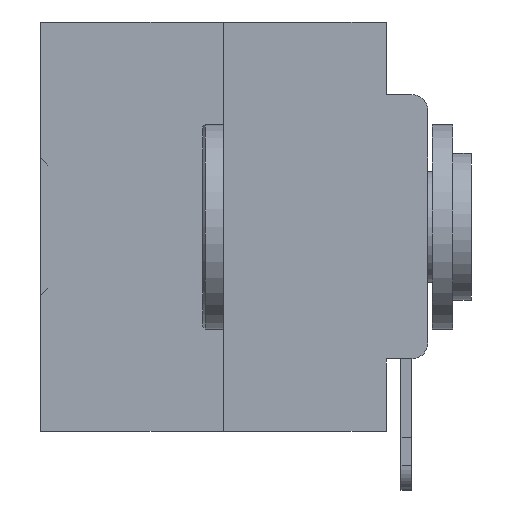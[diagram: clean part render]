
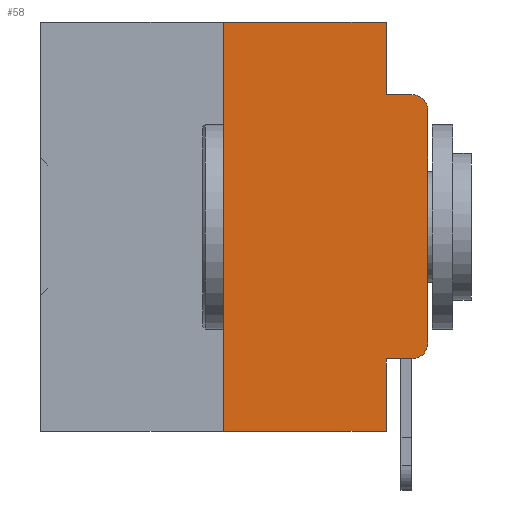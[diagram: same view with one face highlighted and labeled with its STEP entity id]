
A CAD part, left-side view. The second image highlights one B-rep face of the part: STEP entity #58.
In plain terms, the highlighted planar face has unit normal (-1, 0, 0).
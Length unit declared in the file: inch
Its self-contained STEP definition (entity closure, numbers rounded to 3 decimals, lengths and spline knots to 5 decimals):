
#58 = ADVANCED_FACE ( 'NONE', ( #35471 ), #11227, .F. ) ;
#402 = VERTEX_POINT ( 'NONE', #32966 ) ;
#917 = CARTESIAN_POINT ( 'NONE',  ( 0., 0.051, 0. ) ) ;
#1023 = DIRECTION ( 'NONE',  ( 0., 0., 1. ) ) ;
#1716 = ORIENTED_EDGE ( 'NONE', *, *, #18476, .F. ) ;
#1897 = EDGE_CURVE ( 'NONE', #14019, #4372, #11234, .T. ) ;
#2937 = AXIS2_PLACEMENT_3D ( 'NONE', #10296, #14458, #11362 ) ;
#3141 = CARTESIAN_POINT ( 'NONE',  ( 0., 0.25, 0. ) ) ;
#3788 = CARTESIAN_POINT ( 'NONE',  ( 0., 0.25, 0. ) ) ;
#3973 = CARTESIAN_POINT ( 'NONE',  ( 0., 0., -0.3915 ) ) ;
#4079 = ORIENTED_EDGE ( 'NONE', *, *, #36080, .F. ) ;
#4145 = AXIS2_PLACEMENT_3D ( 'NONE', #14669, #34153, #17523 ) ;
#4372 = VERTEX_POINT ( 'NONE', #12016 ) ;
#4496 = LINE ( 'NONE', #24628, #20067 ) ;
#4617 = CARTESIAN_POINT ( 'NONE',  ( 0., 0., -0.1085 ) ) ;
#5186 = VERTEX_POINT ( 'NONE', #29056 ) ;
#6651 = DIRECTION ( 'NONE',  ( 0., 0., -1. ) ) ;
#7507 = LINE ( 'NONE', #12157, #30191 ) ;
#7949 = EDGE_CURVE ( 'NONE', #4372, #10346, #30025, .T. ) ;
#9735 = ORIENTED_EDGE ( 'NONE', *, *, #1897, .T. ) ;
#10296 = CARTESIAN_POINT ( 'NONE',  ( 0., 0.473, 0. ) ) ;
#10346 = VERTEX_POINT ( 'NONE', #3973 ) ;
#10477 = DIRECTION ( 'NONE',  ( 0., -1., 0. ) ) ;
#10682 = EDGE_CURVE ( 'NONE', #31014, #402, #36840, .T. ) ;
#11227 = PLANE ( 'NONE',  #2937 ) ;
#11234 = LINE ( 'NONE', #27848, #33664 ) ;
#11362 = DIRECTION ( 'NONE',  ( 0., 0., -1. ) ) ;
#11775 = VERTEX_POINT ( 'NONE', #31788 ) ;
#12016 = CARTESIAN_POINT ( 'NONE',  ( 0., 0.02, -0.4115 ) ) ;
#12157 = CARTESIAN_POINT ( 'NONE',  ( 0., 0.473, 0. ) ) ;
#12515 = ORIENTED_EDGE ( 'NONE', *, *, #27766, .F. ) ;
#12772 = CARTESIAN_POINT ( 'NONE',  ( 0., 0.051, 0. ) ) ;
#13342 = VERTEX_POINT ( 'NONE', #917 ) ;
#14019 = VERTEX_POINT ( 'NONE', #32937 ) ;
#14448 = LINE ( 'NONE', #16257, #28427 ) ;
#14458 = DIRECTION ( 'NONE',  ( 1., 0., 0. ) ) ;
#14669 = CARTESIAN_POINT ( 'NONE',  ( 0., 0.02, -0.1085 ) ) ;
#15169 = CARTESIAN_POINT ( 'NONE',  ( 0., 0.02, -0.3915 ) ) ;
#16254 = EDGE_LOOP ( 'NONE', ( #34094, #22739, #1716, #12515, #4079, #29674, #17125, #34022, #9735, #36972 ) ) ;
#16257 = CARTESIAN_POINT ( 'NONE',  ( 0., 0.473, -0.5 ) ) ;
#16516 = DIRECTION ( 'NONE',  ( 0., -1., 0. ) ) ;
#17125 = ORIENTED_EDGE ( 'NONE', *, *, #36976, .T. ) ;
#17523 = DIRECTION ( 'NONE',  ( 0., 0., -1. ) ) ;
#18012 = DIRECTION ( 'NONE',  ( 0., 0., -1. ) ) ;
#18331 = CARTESIAN_POINT ( 'NONE',  ( 0., 0.051, 0. ) ) ;
#18463 = VECTOR ( 'NONE', #6651, 39.37008 ) ;
#18476 = EDGE_CURVE ( 'NONE', #24714, #402, #4496, .T. ) ;
#20067 = VECTOR ( 'NONE', #27409, 39.37008 ) ;
#20506 = AXIS2_PLACEMENT_3D ( 'NONE', #15169, #34625, #18012 ) ;
#22739 = ORIENTED_EDGE ( 'NONE', *, *, #10682, .T. ) ;
#23134 = LINE ( 'NONE', #32595, #28751 ) ;
#24175 = DIRECTION ( 'NONE',  ( 0., 0., 1. ) ) ;
#24628 = CARTESIAN_POINT ( 'NONE',  ( 0., 0.051, -0.0885 ) ) ;
#24714 = VERTEX_POINT ( 'NONE', #28981 ) ;
#25856 = LINE ( 'NONE', #18331, #18463 ) ;
#27409 = DIRECTION ( 'NONE',  ( 0., -1., 0. ) ) ;
#27531 = LINE ( 'NONE', #12772, #34899 ) ;
#27766 = EDGE_CURVE ( 'NONE', #13342, #24714, #25856, .T. ) ;
#27848 = CARTESIAN_POINT ( 'NONE',  ( 0., 0.051, -0.4115 ) ) ;
#28427 = VECTOR ( 'NONE', #10477, 39.37008 ) ;
#28751 = VECTOR ( 'NONE', #1023, 39.37008 ) ;
#28981 = CARTESIAN_POINT ( 'NONE',  ( 0., 0.051, -0.0885 ) ) ;
#29056 = CARTESIAN_POINT ( 'NONE',  ( 0., 0.25, -0.5 ) ) ;
#29212 = VECTOR ( 'NONE', #24175, 39.37008 ) ;
#29611 = EDGE_CURVE ( 'NONE', #5186, #34013, #30055, .T. ) ;
#29674 = ORIENTED_EDGE ( 'NONE', *, *, #29611, .F. ) ;
#30025 = CIRCLE ( 'NONE', #20506, 0.02 ) ;
#30055 = LINE ( 'NONE', #3788, #29212 ) ;
#30191 = VECTOR ( 'NONE', #31784, 39.37008 ) ;
#30296 = EDGE_CURVE ( 'NONE', #10346, #31014, #23134, .T. ) ;
#31014 = VERTEX_POINT ( 'NONE', #4617 ) ;
#31784 = DIRECTION ( 'NONE',  ( 0., -1., 0. ) ) ;
#31788 = CARTESIAN_POINT ( 'NONE',  ( 0., 0.051, -0.5 ) ) ;
#32350 = DIRECTION ( 'NONE',  ( 0., 0., -1. ) ) ;
#32595 = CARTESIAN_POINT ( 'NONE',  ( 0., 0., 0. ) ) ;
#32937 = CARTESIAN_POINT ( 'NONE',  ( 0., 0.051, -0.4115 ) ) ;
#32966 = CARTESIAN_POINT ( 'NONE',  ( 0., 0.02, -0.0885 ) ) ;
#33664 = VECTOR ( 'NONE', #16516, 39.37008 ) ;
#34013 = VERTEX_POINT ( 'NONE', #3141 ) ;
#34022 = ORIENTED_EDGE ( 'NONE', *, *, #36999, .F. ) ;
#34094 = ORIENTED_EDGE ( 'NONE', *, *, #30296, .T. ) ;
#34153 = DIRECTION ( 'NONE',  ( -1., 0., 0. ) ) ;
#34625 = DIRECTION ( 'NONE',  ( -1., 0., 0. ) ) ;
#34899 = VECTOR ( 'NONE', #32350, 39.37008 ) ;
#35471 = FACE_OUTER_BOUND ( 'NONE', #16254, .T. ) ;
#36080 = EDGE_CURVE ( 'NONE', #34013, #13342, #7507, .T. ) ;
#36840 = CIRCLE ( 'NONE', #4145, 0.02 ) ;
#36972 = ORIENTED_EDGE ( 'NONE', *, *, #7949, .T. ) ;
#36976 = EDGE_CURVE ( 'NONE', #5186, #11775, #14448, .T. ) ;
#36999 = EDGE_CURVE ( 'NONE', #14019, #11775, #27531, .T. ) ;
